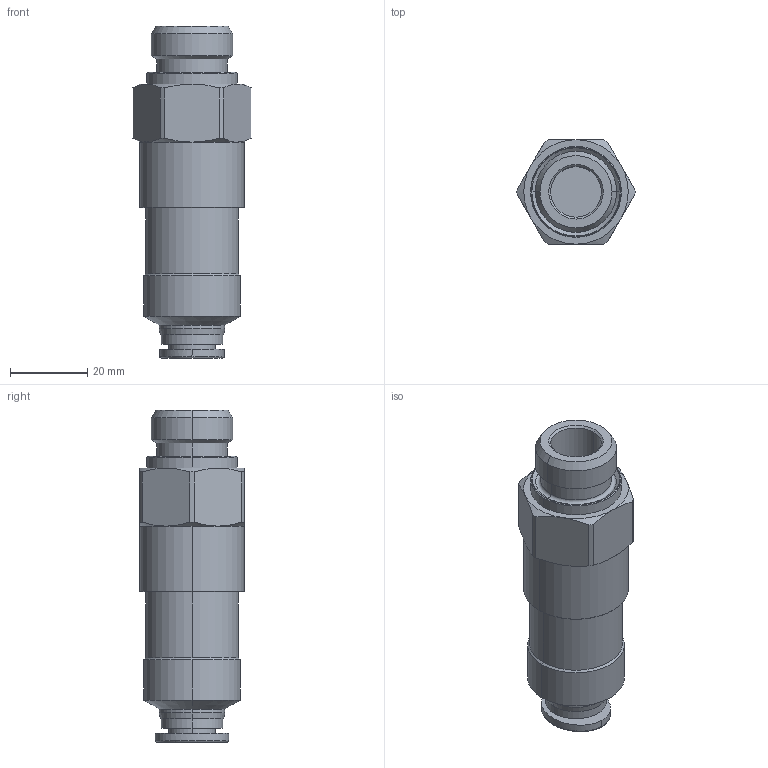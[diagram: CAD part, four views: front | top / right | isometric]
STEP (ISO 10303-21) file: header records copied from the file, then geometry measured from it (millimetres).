
FILE_DESCRIPTION((''),'2;1');
FILE_NAME('PCVC 10-G04.stp','2017-07-24T11:41:40',(''),(''),'Mechanical Desktop 2009','Mechanical Desktop 2009',', , ');
FILE_SCHEMA(('CONFIG_CONTROL_DESIGN'));
Length unit declared in the file: millimetre
Products named in the file (4): PCVC 10-G04; CHECK 10S; 1813 30 0034(CHECK G04 BODY); PART1
Assembly tree (3 placements, depth 3):
  PCVC 10-G04
    CHECK 10S
    1813 30 0034(CHECK G04 BODY)
      PART1
Bounding box: 30.5 x 27 x 85.8 mm (x, y, z)
Volume: 31600.8 mm3; surface area: 11286.2 mm2
Topology: 2 solids, 2 shells, 81 faces, 173 edges, 102 vertices
Faces by surface type: cone 32, cylinder 28, plane 16, bspline 3, torus 2
Entity records: 2493 total; most frequent: CARTESIAN_POINT 624, DIRECTION 400, ORIENTED_EDGE 346, EDGE_CURVE 173, AXIS2_PLACEMENT_3D 172, VERTEX_POINT 102, EDGE_LOOP 89, CIRCLE 88
